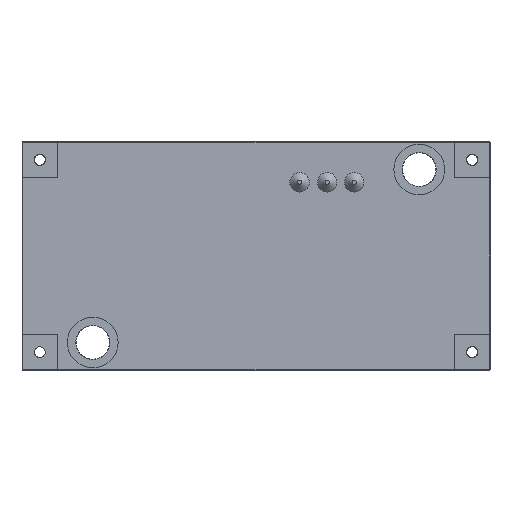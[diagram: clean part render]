
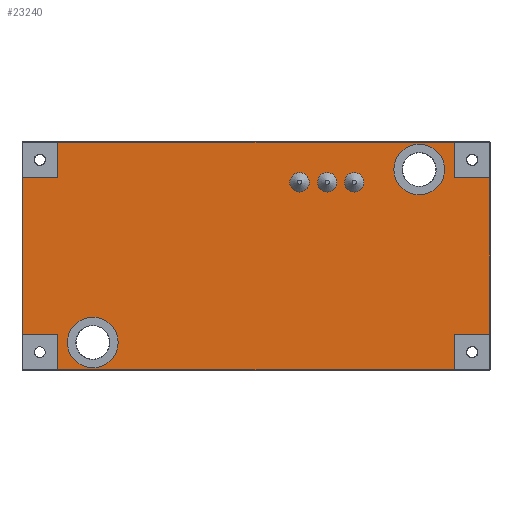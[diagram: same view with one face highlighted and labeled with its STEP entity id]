
A CAD part, front view. The second image highlights one B-rep face of the part: STEP entity #23240.
In plain terms, the highlighted planar face has unit normal (0, -1, 0).
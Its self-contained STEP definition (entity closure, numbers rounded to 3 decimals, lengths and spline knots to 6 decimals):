
#1234=PLANE('',#26200);
#2115=CIRCLE('',#26201,0.002349);
#2116=CIRCLE('',#26202,0.002349);
#2117=CIRCLE('',#26203,0.0009);
#2118=CIRCLE('',#26204,0.0009);
#2119=CIRCLE('',#26205,0.0009);
#2593=LINE('',#33801,#4595);
#2614=LINE('',#33878,#4616);
#2625=LINE('',#33913,#4627);
#2666=LINE('',#34043,#4668);
#2826=LINE('',#34897,#4828);
#2828=LINE('',#34901,#4830);
#2836=LINE('',#34921,#4838);
#2838=LINE('',#34925,#4840);
#2846=LINE('',#34945,#4848);
#2848=LINE('',#34949,#4850);
#2856=LINE('',#34969,#4858);
#2858=LINE('',#34973,#4860);
#4595=VECTOR('',#27837,1.);
#4616=VECTOR('',#27920,1.);
#4627=VECTOR('',#27957,1.);
#4668=VECTOR('',#28096,1.);
#4828=VECTOR('',#28702,1.);
#4830=VECTOR('',#28706,1.);
#4838=VECTOR('',#28728,1.);
#4840=VECTOR('',#28732,1.);
#4848=VECTOR('',#28754,1.);
#4850=VECTOR('',#28758,1.);
#4858=VECTOR('',#28780,1.);
#4860=VECTOR('',#28784,1.);
#7411=ORIENTED_EDGE('',*,*,#14043,.F.);
#7412=ORIENTED_EDGE('',*,*,#13999,.F.);
#7413=ORIENTED_EDGE('',*,*,#13578,.T.);
#7414=ORIENTED_EDGE('',*,*,#14021,.F.);
#7415=ORIENTED_EDGE('',*,*,#14023,.F.);
#7416=ORIENTED_EDGE('',*,*,#13616,.T.);
#7417=ORIENTED_EDGE('',*,*,#14033,.F.);
#7418=ORIENTED_EDGE('',*,*,#14035,.F.);
#7419=ORIENTED_EDGE('',*,*,#13700,.T.);
#7420=ORIENTED_EDGE('',*,*,#14009,.F.);
#7421=ORIENTED_EDGE('',*,*,#14011,.F.);
#7422=ORIENTED_EDGE('',*,*,#13634,.T.);
#7423=ORIENTED_EDGE('',*,*,#13997,.F.);
#7424=ORIENTED_EDGE('',*,*,#14044,.F.);
#7425=ORIENTED_EDGE('',*,*,#14045,.F.);
#7426=ORIENTED_EDGE('',*,*,#14046,.F.);
#7427=ORIENTED_EDGE('',*,*,#14047,.F.);
#13578=EDGE_CURVE('',#17065,#17063,#2593,.T.);
#13616=EDGE_CURVE('',#17081,#17091,#2614,.T.);
#13634=EDGE_CURVE('',#17101,#17092,#2625,.T.);
#13700=EDGE_CURVE('',#17133,#17142,#2666,.T.);
#13997=EDGE_CURVE('',#17318,#17092,#2826,.T.);
#13999=EDGE_CURVE('',#17065,#17318,#2828,.T.);
#14009=EDGE_CURVE('',#17324,#17142,#2836,.T.);
#14011=EDGE_CURVE('',#17101,#17324,#2838,.T.);
#14021=EDGE_CURVE('',#17330,#17063,#2846,.T.);
#14023=EDGE_CURVE('',#17081,#17330,#2848,.T.);
#14033=EDGE_CURVE('',#17336,#17091,#2856,.T.);
#14035=EDGE_CURVE('',#17133,#17336,#2858,.T.);
#14043=EDGE_CURVE('',#17342,#17342,#2115,.T.);
#14044=EDGE_CURVE('',#17343,#17343,#2116,.T.);
#14045=EDGE_CURVE('',#17344,#17344,#2117,.T.);
#14046=EDGE_CURVE('',#17345,#17345,#2118,.T.);
#14047=EDGE_CURVE('',#17346,#17346,#2119,.T.);
#17063=VERTEX_POINT('',#33792);
#17065=VERTEX_POINT('',#33798);
#17081=VERTEX_POINT('',#33847);
#17091=VERTEX_POINT('',#33877);
#17092=VERTEX_POINT('',#33882);
#17101=VERTEX_POINT('',#33910);
#17133=VERTEX_POINT('',#34013);
#17142=VERTEX_POINT('',#34042);
#17318=VERTEX_POINT('',#34898);
#17324=VERTEX_POINT('',#34922);
#17330=VERTEX_POINT('',#34946);
#17336=VERTEX_POINT('',#34970);
#17342=VERTEX_POINT('',#34996);
#17343=VERTEX_POINT('',#34998);
#17344=VERTEX_POINT('',#35000);
#17345=VERTEX_POINT('',#35002);
#17346=VERTEX_POINT('',#35004);
#19689=EDGE_LOOP('',(#7411));
#19690=EDGE_LOOP('',(#7412,#7413,#7414,#7415,#7416,#7417,#7418,#7419,#7420,
#7421,#7422,#7423));
#19691=EDGE_LOOP('',(#7424));
#19692=EDGE_LOOP('',(#7425));
#19693=EDGE_LOOP('',(#7426));
#19694=EDGE_LOOP('',(#7427));
#21261=FACE_BOUND('',#19689,.T.);
#21262=FACE_BOUND('',#19690,.T.);
#21263=FACE_BOUND('',#19691,.T.);
#21264=FACE_BOUND('',#19692,.T.);
#21265=FACE_BOUND('',#19693,.T.);
#21266=FACE_BOUND('',#19694,.T.);
#23240=ADVANCED_FACE('',(#21261,#21262,#21263,#21264,#21265,#21266),#1234,
 .T.);
#26200=AXIS2_PLACEMENT_3D('',#34994,#28812,#28813);
#26201=AXIS2_PLACEMENT_3D('',#34995,#28814,#28815);
#26202=AXIS2_PLACEMENT_3D('',#34997,#28816,#28817);
#26203=AXIS2_PLACEMENT_3D('',#34999,#28818,#28819);
#26204=AXIS2_PLACEMENT_3D('',#35001,#28820,#28821);
#26205=AXIS2_PLACEMENT_3D('',#35003,#28822,#28823);
#27837=DIRECTION('',(0.,0.,-1.));
#27920=DIRECTION('',(1.,0.,0.));
#27957=DIRECTION('',(-1.,0.,0.));
#28096=DIRECTION('',(0.,0.,1.));
#28702=DIRECTION('',(0.,0.,1.));
#28706=DIRECTION('',(1.,0.,0.));
#28728=DIRECTION('',(1.,0.,0.));
#28732=DIRECTION('',(0.,0.,-1.));
#28754=DIRECTION('',(-1.,0.,0.));
#28758=DIRECTION('',(0.,0.,1.));
#28780=DIRECTION('',(0.,0.,-1.));
#28784=DIRECTION('',(-1.,0.,0.));
#28812=DIRECTION('',(0.,-1.,0.));
#28813=DIRECTION('',(0.,0.,-1.));
#28814=DIRECTION('',(0.,-1.,0.));
#28815=DIRECTION('',(0.,0.,-1.));
#28816=DIRECTION('',(0.,-1.,0.));
#28817=DIRECTION('',(0.,0.,-1.));
#28818=DIRECTION('',(0.,-1.,0.));
#28819=DIRECTION('',(0.,0.,-1.));
#28820=DIRECTION('',(0.,-1.,0.));
#28821=DIRECTION('',(0.,0.,-1.));
#28822=DIRECTION('',(0.,-1.,0.));
#28823=DIRECTION('',(0.,0.,-1.));
#33792=CARTESIAN_POINT('',(-0.021625,0.,-0.00725));
#33798=CARTESIAN_POINT('',(-0.021625,0.,0.00725));
#33801=CARTESIAN_POINT('',(-0.021625,0.,-0.00725));
#33847=CARTESIAN_POINT('',(-0.01835,0.,-0.010525));
#33877=CARTESIAN_POINT('',(0.01835,0.,-0.010525));
#33878=CARTESIAN_POINT('',(0.01835,0.,-0.010525));
#33882=CARTESIAN_POINT('',(-0.01835,0.,0.010525));
#33910=CARTESIAN_POINT('',(0.01835,0.,0.010525));
#33913=CARTESIAN_POINT('',(-0.01835,0.,0.010525));
#34013=CARTESIAN_POINT('',(0.021625,0.,-0.00725));
#34042=CARTESIAN_POINT('',(0.021625,0.,0.00725));
#34043=CARTESIAN_POINT('',(0.021625,0.,0.00725));
#34897=CARTESIAN_POINT('',(-0.01835,0.,-0.00725));
#34898=CARTESIAN_POINT('',(-0.01835,0.,0.00725));
#34901=CARTESIAN_POINT('',(0.01835,0.,0.00725));
#34921=CARTESIAN_POINT('',(0.,0.,0.00725));
#34922=CARTESIAN_POINT('',(0.01835,0.,0.00725));
#34925=CARTESIAN_POINT('',(0.01835,0.,-0.00725));
#34945=CARTESIAN_POINT('',(0.01835,0.,-0.00725));
#34946=CARTESIAN_POINT('',(-0.01835,0.,-0.00725));
#34949=CARTESIAN_POINT('',(-0.01835,0.,0.));
#34969=CARTESIAN_POINT('',(0.01835,0.,0.));
#34970=CARTESIAN_POINT('',(0.01835,0.,-0.00725));
#34973=CARTESIAN_POINT('',(0.,0.,-0.00725));
#34994=CARTESIAN_POINT('',(0.,0.,0.));
#34995=CARTESIAN_POINT('',(-0.0151,0.,-0.008));
#34996=CARTESIAN_POINT('',(-0.0151,0.,-0.010349));
#34997=CARTESIAN_POINT('',(0.0151,0.,0.008));
#34998=CARTESIAN_POINT('',(0.0151,0.,0.005651));
#34999=CARTESIAN_POINT('',(0.004031,0.,0.006816));
#35000=CARTESIAN_POINT('',(0.004031,0.,0.005916));
#35001=CARTESIAN_POINT('',(0.006586,0.,0.006816));
#35002=CARTESIAN_POINT('',(0.006586,0.,0.005916));
#35003=CARTESIAN_POINT('',(0.009087,0.,0.006816));
#35004=CARTESIAN_POINT('',(0.009087,0.,0.005916));
